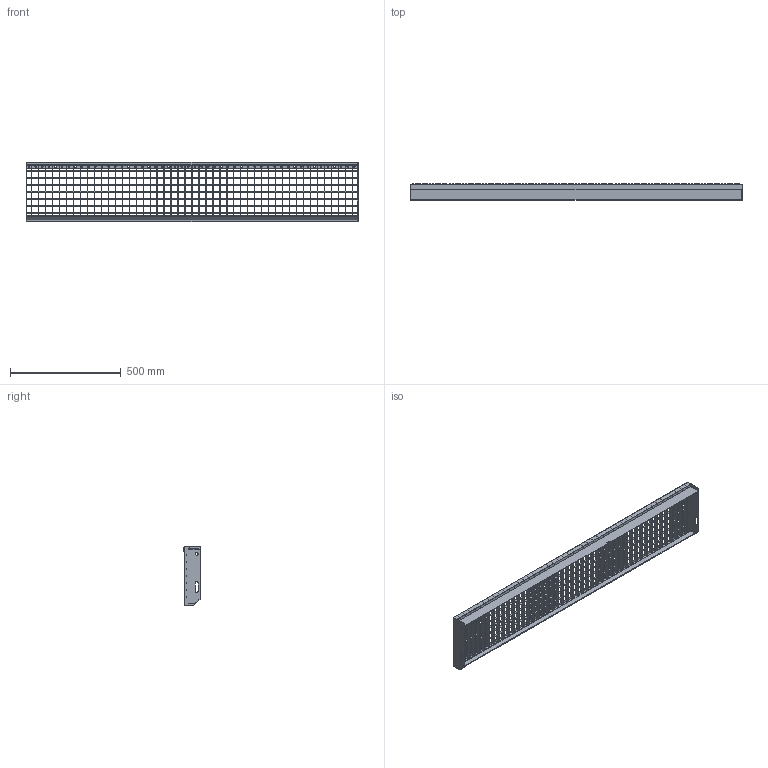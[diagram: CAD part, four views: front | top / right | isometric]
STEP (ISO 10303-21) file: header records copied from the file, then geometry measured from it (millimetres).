
FILE_DESCRIPTION (( 'STEP AP203' ), '1' );
FILE_NAME ('40.1502730.7.step', '2015-10-04T07:13:00', ( '' ), ( '' ), 'SwSTEP 2.0', 'SolidWorks 2015', '' );
FILE_SCHEMA (( 'CONFIG_CONTROL_DESIGN' ));
Length unit declared in the file: millimetre
Products named in the file (1): 40.1502730.7
Bounding box: 1500 x 72.67 x 270 mm (x, y, z)
Volume: 1192388.9 mm3; surface area: 1413434.3 mm2
Topology: 46 solids, 46 shells, 1255 faces, 3134 edges, 2072 vertices
Faces by surface type: plane 761, cylinder 208, cone 198, bspline 88
Entity records: 42991 total; most frequent: CARTESIAN_POINT 12278, ORIENTED_EDGE 6268, DIRECTION 6122, EDGE_CURVE 3134, LINE 2130, VECTOR 2130, VERTEX_POINT 2072, AXIS2_PLACEMENT_3D 1996
